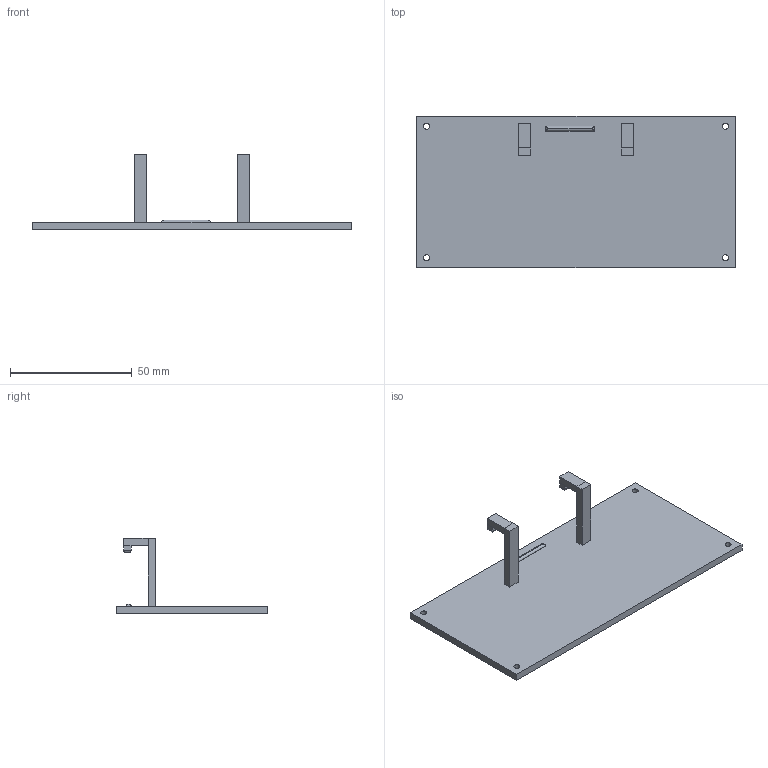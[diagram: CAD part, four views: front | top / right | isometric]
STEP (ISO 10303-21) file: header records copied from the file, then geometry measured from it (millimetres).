
FILE_DESCRIPTION(('FreeCAD Model'),'2;1');
FILE_NAME('CaseBasePlate.step', '2023-07-19T23:59:08',('Author'),(''), 'Open CASCADE STEP processor 7.3','FreeCAD','Unknown');
FILE_SCHEMA(('AUTOMOTIVE_DESIGN { 1 0 10303 214 1 1 1 1 }'));
Length unit declared in the file: millimetre
Products named in the file (1): BasePlate
Bounding box: 130.5 x 62 x 31 mm (x, y, z)
Volume: 25470.6 mm3; surface area: 18715.7 mm2
Topology: 1 solids, 1 shells, 57 faces, 128 edges, 76 vertices
Faces by surface type: plane 41, cylinder 16
Full cylindrical faces by diameter (mm): 2.5 x4
Entity records: 3395 total; most frequent: CARTESIAN_POINT 734, DIRECTION 492, LINE 332, VECTOR 332, ORIENTED_EDGE 256, PCURVE 256, DEFINITIONAL_REPRESENTATION 256, EDGE_CURVE 128
